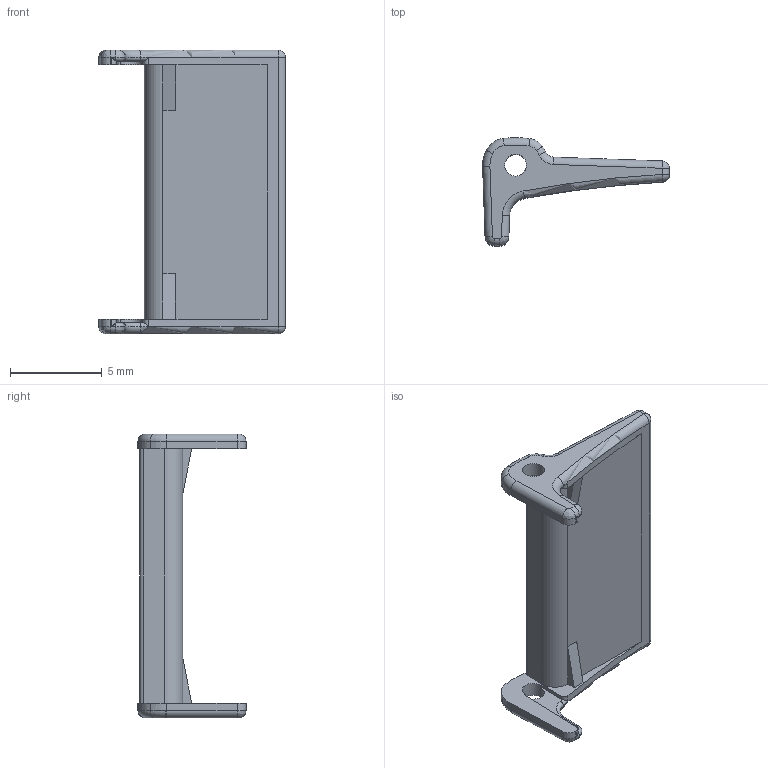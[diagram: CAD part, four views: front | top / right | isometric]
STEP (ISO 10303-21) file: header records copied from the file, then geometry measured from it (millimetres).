
FILE_DESCRIPTION((''),'2;1');
FILE_NAME('GZT80-0035.stp','2015-07-23T09:32:36',('CAD Station'),(''),'Autodesk Inventor 2013','Autodesk Inventor 2013','');
FILE_SCHEMA(('CONFIG_CONTROL_DESIGN'));
Length unit declared in the file: millimetre
Products named in the file (1): GZT80-0035
Bounding box: 10.2 x 5.9 x 15.5 mm (x, y, z)
Volume: 178.7 mm3; surface area: 371.3 mm2
Topology: 1 solids, 1 shells, 97 faces, 252 edges, 151 vertices
Faces by surface type: cylinder 36, plane 28, torus 22, bspline 7, sphere 4
Full cylindrical faces by diameter (mm): 1.2 x2
Entity records: 3247 total; most frequent: CARTESIAN_POINT 858, DIRECTION 522, ORIENTED_EDGE 488, EDGE_CURVE 244, AXIS2_PLACEMENT_3D 206, VERTEX_POINT 149, CIRCLE 114, VECTOR 110
